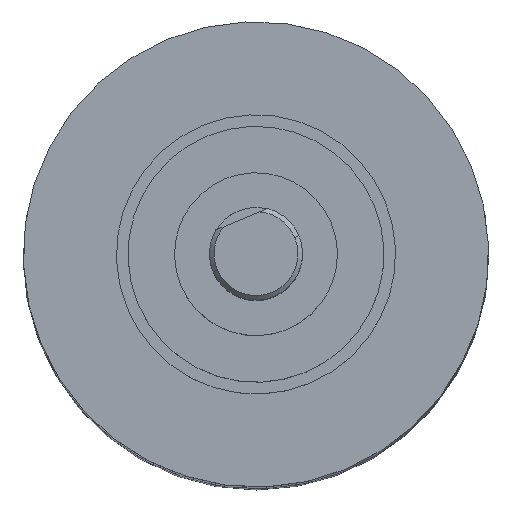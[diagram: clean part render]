
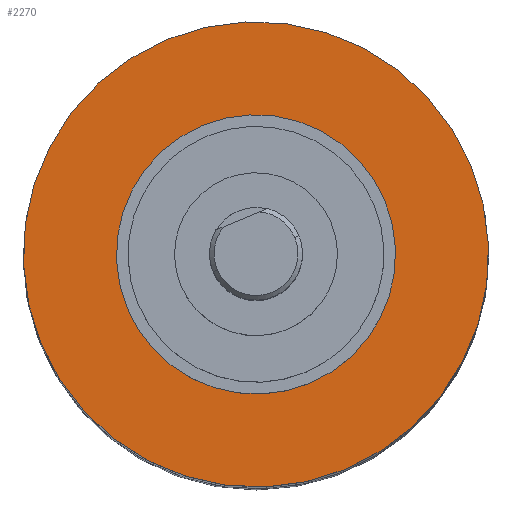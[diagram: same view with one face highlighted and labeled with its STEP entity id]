
A CAD part, top view. The second image highlights one B-rep face of the part: STEP entity #2270.
In plain terms, the highlighted planar face has unit normal (0, 0, 1).
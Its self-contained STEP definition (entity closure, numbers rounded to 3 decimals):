
#2 = VERTEX_POINT ( 'NONE', #1412 ) ;
#32 = ORIENTED_EDGE ( 'NONE', *, *, #2050, .F. ) ;
#88 = DIRECTION ( 'NONE',  ( 0., 0., -1. ) ) ;
#121 = FACE_OUTER_BOUND ( 'NONE', #1337, .T. ) ;
#142 = EDGE_LOOP ( 'NONE', ( #1771, #2066 ) ) ;
#172 = ORIENTED_EDGE ( 'NONE', *, *, #1718, .F. ) ;
#191 = PLANE ( 'NONE',  #1879 ) ;
#364 = AXIS2_PLACEMENT_3D ( 'NONE', #2011, #930, #2196 ) ;
#369 = CARTESIAN_POINT ( 'NONE',  ( -58.94, 6.755, 79.262 ) ) ;
#389 = CARTESIAN_POINT ( 'NONE',  ( -54.321, 8.67, 79.262 ) ) ;
#580 = DIRECTION ( 'NONE',  ( 0., 0., -1. ) ) ;
#598 = FACE_BOUND ( 'NONE', #142, .T. ) ;
#615 = VERTEX_POINT ( 'NONE', #1410 ) ;
#690 = CARTESIAN_POINT ( 'NONE',  ( -56.169, 7.904, 79.262 ) ) ;
#776 = EDGE_CURVE ( 'NONE', #2184, #2, #1194, .T. ) ;
#848 = CARTESIAN_POINT ( 'NONE',  ( -58.94, 6.755, 79.262 ) ) ;
#890 = DIRECTION ( 'NONE',  ( 0., 0., -1. ) ) ;
#930 = DIRECTION ( 'NONE',  ( 0., 0., -1. ) ) ;
#1017 = DIRECTION ( 'NONE',  ( -0.924, -0.383, 0. ) ) ;
#1057 = CIRCLE ( 'NONE', #1625, 5. ) ;
#1149 = CARTESIAN_POINT ( 'NONE',  ( -58.94, 6.755, 79.262 ) ) ;
#1194 = CIRCLE ( 'NONE', #364, 3. ) ;
#1315 = AXIS2_PLACEMENT_3D ( 'NONE', #848, #2103, #1017 ) ;
#1319 = DIRECTION ( 'NONE',  ( -0.924, -0.383, 0. ) ) ;
#1337 = EDGE_LOOP ( 'NONE', ( #172, #32 ) ) ;
#1410 = CARTESIAN_POINT ( 'NONE',  ( -63.558, 4.84, 79.262 ) ) ;
#1412 = CARTESIAN_POINT ( 'NONE',  ( -61.711, 5.606, 79.262 ) ) ;
#1420 = VERTEX_POINT ( 'NONE', #389 ) ;
#1573 = AXIS2_PLACEMENT_3D ( 'NONE', #1149, #88, #1319 ) ;
#1625 = AXIS2_PLACEMENT_3D ( 'NONE', #1641, #580, #1817 ) ;
#1641 = CARTESIAN_POINT ( 'NONE',  ( -58.94, 6.755, 79.262 ) ) ;
#1683 = CIRCLE ( 'NONE', #1573, 3. ) ;
#1718 = EDGE_CURVE ( 'NONE', #1420, #615, #1057, .T. ) ;
#1771 = ORIENTED_EDGE ( 'NONE', *, *, #1881, .T. ) ;
#1817 = DIRECTION ( 'NONE',  ( -0.924, -0.383, 0. ) ) ;
#1879 = AXIS2_PLACEMENT_3D ( 'NONE', #369, #890, #2152 ) ;
#1881 = EDGE_CURVE ( 'NONE', #2, #2184, #1683, .T. ) ;
#1934 = CIRCLE ( 'NONE', #1315, 5. ) ;
#2011 = CARTESIAN_POINT ( 'NONE',  ( -58.94, 6.755, 79.262 ) ) ;
#2050 = EDGE_CURVE ( 'NONE', #615, #1420, #1934, .T. ) ;
#2066 = ORIENTED_EDGE ( 'NONE', *, *, #776, .T. ) ;
#2103 = DIRECTION ( 'NONE',  ( 0., 0., -1. ) ) ;
#2152 = DIRECTION ( 'NONE',  ( -0.924, -0.383, 0. ) ) ;
#2184 = VERTEX_POINT ( 'NONE', #690 ) ;
#2196 = DIRECTION ( 'NONE',  ( -0.924, -0.383, 0. ) ) ;
#2270 = ADVANCED_FACE ( 'NONE', ( #598, #121 ), #191, .F. ) ;
